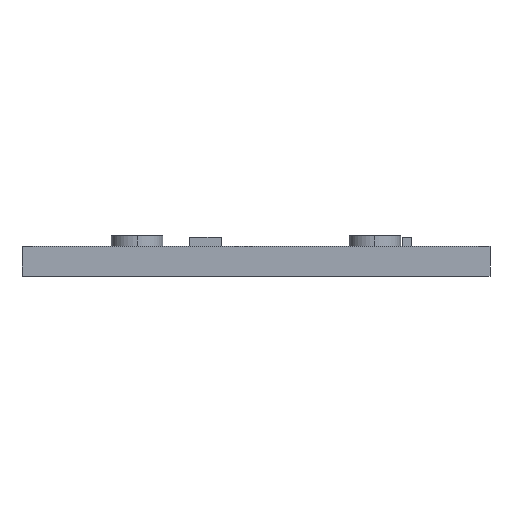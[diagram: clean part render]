
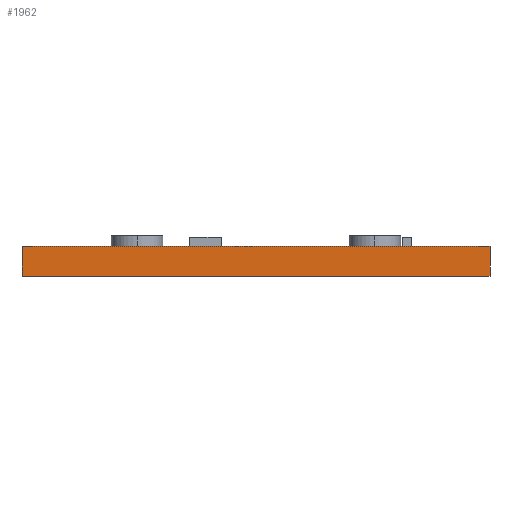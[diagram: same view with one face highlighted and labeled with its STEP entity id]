
A CAD part, left-side view. The second image highlights one B-rep face of the part: STEP entity #1962.
In plain terms, the highlighted face is planar.
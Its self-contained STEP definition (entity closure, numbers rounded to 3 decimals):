
#874=CARTESIAN_POINT('',(34.6,27.3,-2.925));
#875=VERTEX_POINT('',#874);
#882=CARTESIAN_POINT('',(34.6,-36.2,-2.925));
#883=VERTEX_POINT('',#882);
#884=CARTESIAN_POINT('',(34.6,-36.2,-2.925));
#885=DIRECTION('',(0.0,1.0,0.0));
#886=VECTOR('',#885,63.5);
#887=LINE('',#884,#886);
#888=EDGE_CURVE('',#883,#875,#887,.T.);
#1915=CARTESIAN_POINT('',(34.6,27.3,1.139));
#1916=VERTEX_POINT('',#1915);
#1923=CARTESIAN_POINT('',(34.6,27.3,-2.925));
#1924=DIRECTION('',(0.0,0.0,1.0));
#1925=VECTOR('',#1924,4.064);
#1926=LINE('',#1923,#1925);
#1927=EDGE_CURVE('',#875,#1916,#1926,.T.);
#1939=CARTESIAN_POINT('',(34.6,27.3,-2.925));
#1940=DIRECTION('',(1.0,0.0,0.0));
#1941=DIRECTION('',(0.0,0.0,-1.0));
#1942=AXIS2_PLACEMENT_3D('',#1939,#1940,#1941);
#1943=PLANE('',#1942);
#1944=CARTESIAN_POINT('',(34.6,-36.2,1.139));
#1945=VERTEX_POINT('',#1944);
#1946=CARTESIAN_POINT('',(34.6,27.3,1.139));
#1947=DIRECTION('',(0.0,-1.0,0.0));
#1948=VECTOR('',#1947,63.5);
#1949=LINE('',#1946,#1948);
#1950=EDGE_CURVE('',#1916,#1945,#1949,.T.);
#1951=ORIENTED_EDGE('',*,*,#1950,.T.);
#1952=CARTESIAN_POINT('',(34.6,-36.2,-2.925));
#1953=DIRECTION('',(0.0,0.0,1.0));
#1954=VECTOR('',#1953,4.064);
#1955=LINE('',#1952,#1954);
#1956=EDGE_CURVE('',#883,#1945,#1955,.T.);
#1957=ORIENTED_EDGE('',*,*,#1956,.F.);
#1958=ORIENTED_EDGE('',*,*,#888,.T.);
#1959=ORIENTED_EDGE('',*,*,#1927,.T.);
#1960=EDGE_LOOP('',(#1951,#1957,#1958,#1959));
#1961=FACE_OUTER_BOUND('',#1960,.T.);
#1962=ADVANCED_FACE('',(#1961),#1943,.T.);
